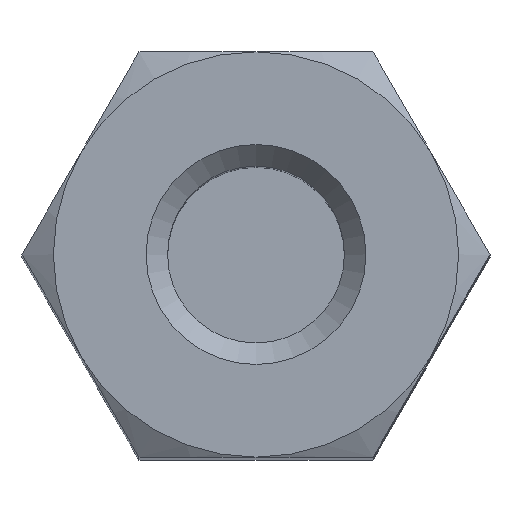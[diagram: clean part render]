
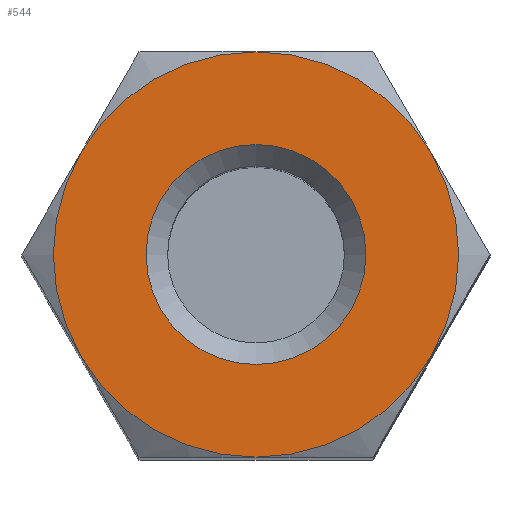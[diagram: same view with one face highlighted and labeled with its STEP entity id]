
A CAD part, top view. The second image highlights one B-rep face of the part: STEP entity #544.
In plain terms, the highlighted planar face has unit normal (0, 0, 1).
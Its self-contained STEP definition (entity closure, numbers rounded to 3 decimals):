
#156=ORIENTED_EDGE('',*,*,#213,.T.);
#157=ORIENTED_EDGE('',*,*,#211,.T.);
#158=ORIENTED_EDGE('',*,*,#210,.T.);
#159=ORIENTED_EDGE('',*,*,#209,.T.);
#160=ORIENTED_EDGE('',*,*,#208,.T.);
#161=ORIENTED_EDGE('',*,*,#207,.T.);
#162=ORIENTED_EDGE('',*,*,#212,.T.);
#207=EDGE_CURVE('',#233,#242,#255,.T.);
#208=EDGE_CURVE('',#235,#233,#256,.T.);
#209=EDGE_CURVE('',#237,#235,#257,.T.);
#210=EDGE_CURVE('',#239,#237,#258,.T.);
#211=EDGE_CURVE('',#241,#239,#259,.T.);
#212=EDGE_CURVE('',#242,#241,#260,.T.);
#213=EDGE_CURVE('',#243,#243,#261,.F.);
#233=VERTEX_POINT('',#785);
#235=VERTEX_POINT('',#797);
#237=VERTEX_POINT('',#809);
#239=VERTEX_POINT('',#821);
#241=VERTEX_POINT('',#833);
#242=VERTEX_POINT('',#843);
#243=VERTEX_POINT('',#862);
#255=CIRCLE('',#579,2.35);
#256=CIRCLE('',#581,2.35);
#257=CIRCLE('',#583,2.35);
#258=CIRCLE('',#585,2.35);
#259=CIRCLE('',#587,2.35);
#260=CIRCLE('',#589,2.35);
#261=CIRCLE('',#591,1.275);
#289=EDGE_LOOP('',(#156));
#290=EDGE_LOOP('',(#157,#158,#159,#160,#161,#162));
#321=FACE_BOUND('',#289,.T.);
#322=FACE_BOUND('',#290,.T.);
#336=PLANE('',#590);
#544=ADVANCED_FACE('',(#321,#322),#336,.T.);
#579=AXIS2_PLACEMENT_3D('',#849,#657,#658);
#581=AXIS2_PLACEMENT_3D('',#851,#661,#662);
#583=AXIS2_PLACEMENT_3D('',#853,#665,#666);
#585=AXIS2_PLACEMENT_3D('',#855,#669,#670);
#587=AXIS2_PLACEMENT_3D('',#857,#673,#674);
#589=AXIS2_PLACEMENT_3D('',#859,#677,#678);
#590=AXIS2_PLACEMENT_3D('',#860,#679,#680);
#591=AXIS2_PLACEMENT_3D('',#861,#681,#682);
#657=DIRECTION('',(0.,0.,1.));
#658=DIRECTION('',(1.,0.,0.));
#661=DIRECTION('',(0.,0.,1.));
#662=DIRECTION('',(1.,0.,0.));
#665=DIRECTION('',(0.,0.,1.));
#666=DIRECTION('',(1.,0.,0.));
#669=DIRECTION('',(0.,0.,1.));
#670=DIRECTION('',(1.,0.,0.));
#673=DIRECTION('',(0.,0.,1.));
#674=DIRECTION('',(1.,0.,0.));
#677=DIRECTION('',(0.,0.,1.));
#678=DIRECTION('',(1.,0.,0.));
#679=DIRECTION('',(0.,0.,1.));
#680=DIRECTION('',(1.,0.,0.));
#681=DIRECTION('',(0.,0.,1.));
#682=DIRECTION('',(1.,0.,0.));
#785=CARTESIAN_POINT('',(-2.035,-1.175,20.));
#797=CARTESIAN_POINT('',(-2.035,1.175,20.));
#809=CARTESIAN_POINT('',(0.,2.35,20.));
#821=CARTESIAN_POINT('',(2.035,1.175,20.));
#833=CARTESIAN_POINT('',(2.035,-1.175,20.));
#843=CARTESIAN_POINT('',(0.,-2.35,20.));
#849=CARTESIAN_POINT('',(0.,0.,20.));
#851=CARTESIAN_POINT('',(0.,0.,20.));
#853=CARTESIAN_POINT('',(0.,0.,20.));
#855=CARTESIAN_POINT('',(0.,0.,20.));
#857=CARTESIAN_POINT('',(0.,0.,20.));
#859=CARTESIAN_POINT('',(0.,0.,20.));
#860=CARTESIAN_POINT('',(0.,0.,20.));
#861=CARTESIAN_POINT('',(0.,0.,20.));
#862=CARTESIAN_POINT('',(1.275,0.,20.));
